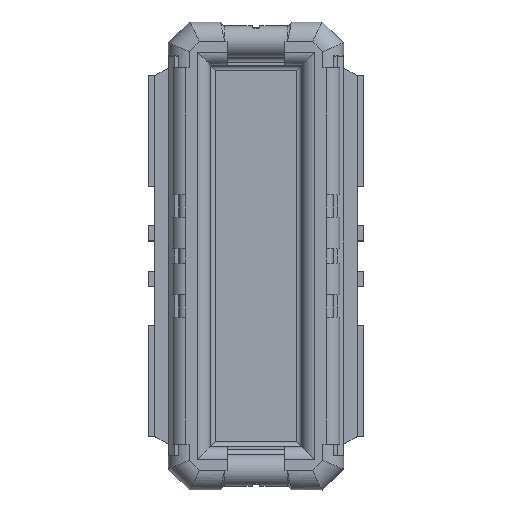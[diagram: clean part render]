
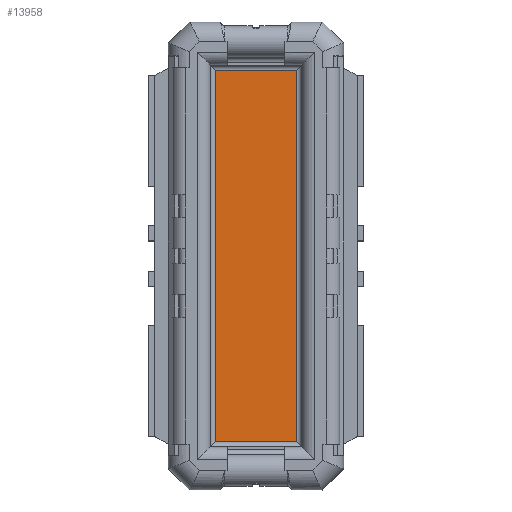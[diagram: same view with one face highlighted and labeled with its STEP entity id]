
A CAD part, top view. The second image highlights one B-rep face of the part: STEP entity #13958.
In plain terms, the highlighted planar face has unit normal (0, 0, 1).
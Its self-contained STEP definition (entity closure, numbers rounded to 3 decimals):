
#118 = DIRECTION ( 'NONE',  ( -1., 0., 0. ) ) ;
#503 = CARTESIAN_POINT ( 'NONE',  ( -0.309, -1.42, 0.11 ) ) ;
#560 = VECTOR ( 'NONE', #9501, 1000. ) ;
#602 = EDGE_CURVE ( 'NONE', #7200, #11563, #12187, .T. ) ;
#1551 = CARTESIAN_POINT ( 'NONE',  ( 0.311, 1.42, 0.11 ) ) ;
#1919 = DIRECTION ( 'NONE',  ( 0., -1., 0. ) ) ;
#3340 = CARTESIAN_POINT ( 'NONE',  ( 0.311, 0.35, 0.11 ) ) ;
#3348 = CARTESIAN_POINT ( 'NONE',  ( -0.309, -1.42, 0.11 ) ) ;
#4213 = VECTOR ( 'NONE', #7907, 1000. ) ;
#5079 = ORIENTED_EDGE ( 'NONE', *, *, #602, .F. ) ;
#5970 = CARTESIAN_POINT ( 'NONE',  ( 0.311, -1.42, 0.11 ) ) ;
#6238 = CARTESIAN_POINT ( 'NONE',  ( -0.309, 1.42, 0.11 ) ) ;
#6257 = CARTESIAN_POINT ( 'NONE',  ( 0.311, -1.42, 0.11 ) ) ;
#7055 = EDGE_CURVE ( 'NONE', #11530, #8799, #12414, .T. ) ;
#7200 = VERTEX_POINT ( 'NONE', #1551 ) ;
#7249 = LINE ( 'NONE', #5970, #560 ) ;
#7490 = VECTOR ( 'NONE', #1919, 1000. ) ;
#7907 = DIRECTION ( 'NONE',  ( 0., 1., 0. ) ) ;
#8511 = EDGE_CURVE ( 'NONE', #11563, #11530, #7249, .T. ) ;
#8730 = CARTESIAN_POINT ( 'NONE',  ( 0.311, 1.42, 0.11 ) ) ;
#8799 = VERTEX_POINT ( 'NONE', #13899 ) ;
#9501 = DIRECTION ( 'NONE',  ( -1., 0., 0. ) ) ;
#9702 = AXIS2_PLACEMENT_3D ( 'NONE', #3340, #11501, #118 ) ;
#9910 = LINE ( 'NONE', #6238, #10887 ) ;
#10414 = ORIENTED_EDGE ( 'NONE', *, *, #10839, .F. ) ;
#10512 = ORIENTED_EDGE ( 'NONE', *, *, #7055, .F. ) ;
#10798 = EDGE_LOOP ( 'NONE', ( #10414, #10512, #13325, #5079 ) ) ;
#10815 = DIRECTION ( 'NONE',  ( 1., 0., 0. ) ) ;
#10839 = EDGE_CURVE ( 'NONE', #8799, #7200, #9910, .T. ) ;
#10887 = VECTOR ( 'NONE', #10815, 1000. ) ;
#11345 = FACE_OUTER_BOUND ( 'NONE', #10798, .T. ) ;
#11501 = DIRECTION ( 'NONE',  ( 0., 0., 1. ) ) ;
#11530 = VERTEX_POINT ( 'NONE', #503 ) ;
#11563 = VERTEX_POINT ( 'NONE', #6257 ) ;
#12187 = LINE ( 'NONE', #8730, #7490 ) ;
#12414 = LINE ( 'NONE', #3348, #4213 ) ;
#13325 = ORIENTED_EDGE ( 'NONE', *, *, #8511, .F. ) ;
#13899 = CARTESIAN_POINT ( 'NONE',  ( -0.309, 1.42, 0.11 ) ) ;
#13958 = ADVANCED_FACE ( 'NONE', ( #11345 ), #14726, .T. ) ;
#14726 = PLANE ( 'NONE',  #9702 ) ;
